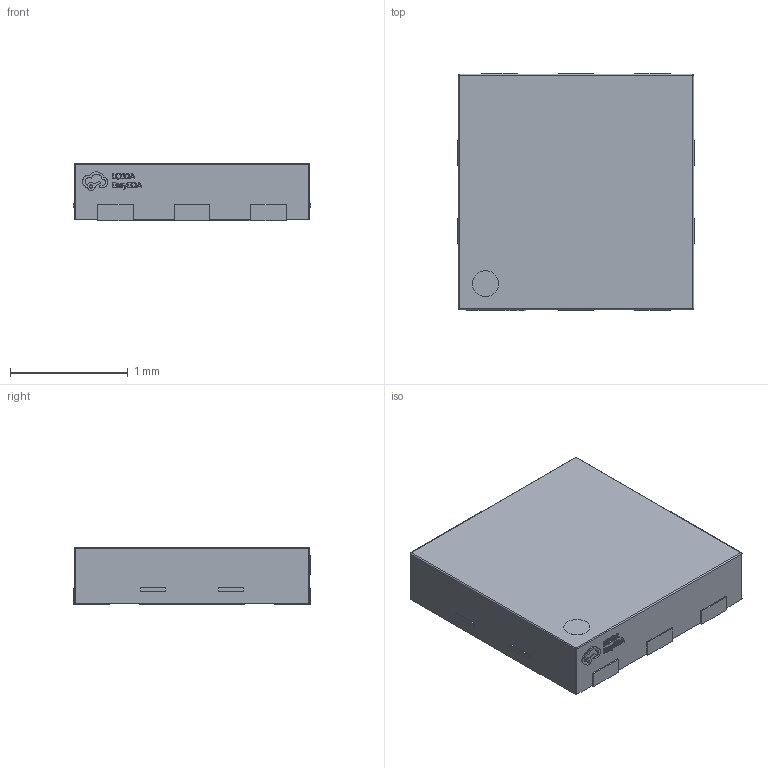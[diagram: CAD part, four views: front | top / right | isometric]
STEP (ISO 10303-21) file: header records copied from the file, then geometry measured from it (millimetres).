
FILE_DESCRIPTION(('CAx-IF Rec.Pracs.---Model Styling and Organization---1.5---2016-08-15','CAx-IF Rec.Pracs.---Geometric and Assembly Validation Properties---4.4---2016-08-17','CAx-IF Rec.Pracs.---User Defined Attributes---1.5---2016-08-15','CAx-IF Rec.Pracs.---External References---2.1---2005-01-19'),'2;1');
FILE_NAME('DFN-6 2x2mm.stp','2025-06-11T17:04:20',('Unspecified'),('Unspecified'),'CAD Exchanger 3.11.0 (cadexchanger.com)','Unspecified','');
FILE_SCHEMA(('AUTOMOTIVE_DESIGN { 1 0 10303 214 1 1 1 1 }'));
Length unit declared in the file: millimetre
Products named in the file (4): PCBModel; cBQh-U1; UDFN-6_L2.0-W2.0-P0.65-BL-EP-1; SOLID
Assembly tree (3 placements, depth 4):
  PCBModel
    cBQh-U1
      UDFN-6_L2.0-W2.0-P0.65-BL-EP-1
        SOLID
Bounding box: 2.02 x 2.02 x 0.49 mm (x, y, z)
Volume: 1.9 mm3; surface area: 12 mm2
Topology: 1 solids, 1 shells, 307 faces, 832 edges, 548 vertices
Faces by surface type: plane 195, bspline 98, cylinder 10, sphere 4
Entity records: 12269 total; most frequent: CARTESIAN_POINT 2991, ORIENTED_EDGE 1656, DIRECTION 1070, EDGE_CURVE 828, LINE 608, VECTOR 608, VERTEX_POINT 548, FACE_BOUND 332
